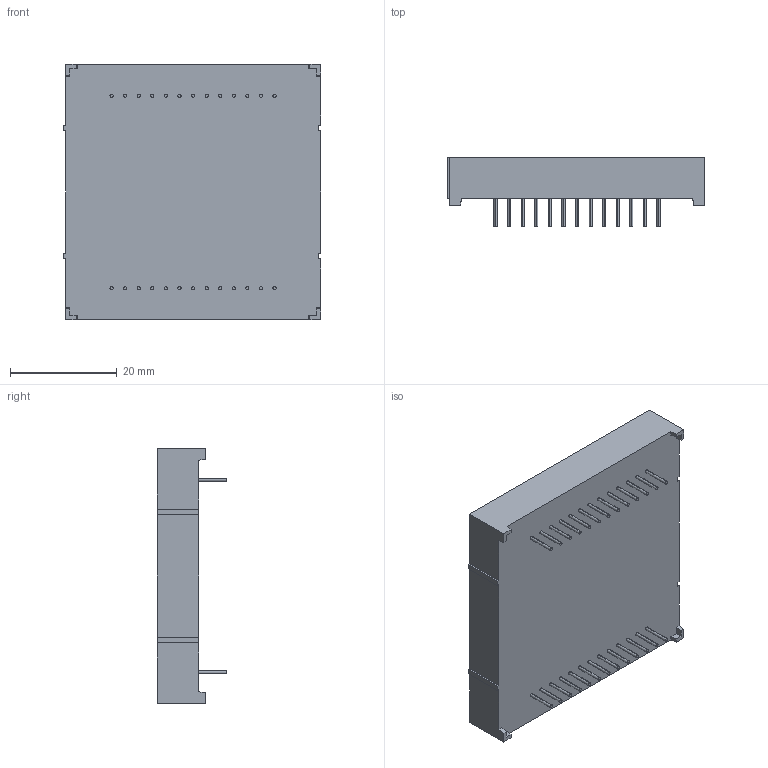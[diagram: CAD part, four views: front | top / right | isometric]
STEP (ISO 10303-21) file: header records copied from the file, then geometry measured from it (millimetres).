
FILE_DESCRIPTION (( 'STEP AP214' ), '1' );
FILE_NAME ('TBX18-21.STEP', '2008-09-07T17:11:11', ( '' ), ( '' ), 'SwSTEP 2.0', 'SolidWorks 2008', '' );
FILE_SCHEMA (( 'AUTOMOTIVE_DESIGN' ));
Length unit declared in the file: millimetre
Products named in the file (1): TBX18-21
Bounding box: 48.1 x 13 x 47.7 mm (x, y, z)
Volume: 17622.3 mm3; surface area: 6402.6 mm2
Topology: 1 solids, 1 shells, 595 faces, 1425 edges, 950 vertices
Faces by surface type: plane 299, cylinder 180, bspline 116
Entity records: 26347 total; most frequent: CARTESIAN_POINT 9359, ORIENTED_EDGE 2850, DIRECTION 2513, EDGE_CURVE 1425, VERTEX_POINT 950, AXIS2_PLACEMENT_3D 840, LINE 833, VECTOR 833
